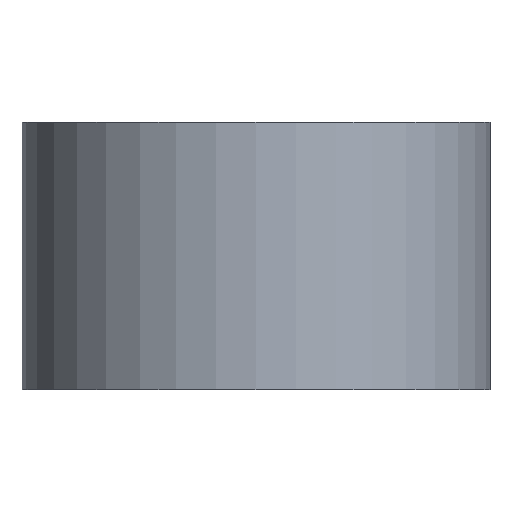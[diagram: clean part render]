
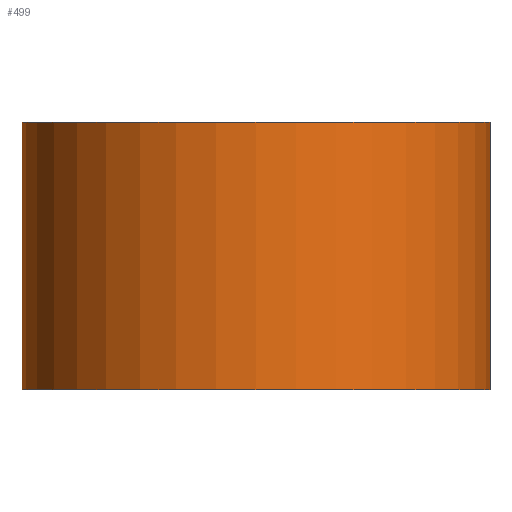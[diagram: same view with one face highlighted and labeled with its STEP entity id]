
A CAD part, left-side view. The second image highlights one B-rep face of the part: STEP entity #499.
In plain terms, the highlighted cylindrical face has radius 11.1 mm (diameter 22.2 mm), a partial arc.
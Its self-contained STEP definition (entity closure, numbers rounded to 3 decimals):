
#18=CYLINDRICAL_SURFACE($,#548,11.1);
#51=FACE_OUTER_BOUND($,#81,.T.);
#81=EDGE_LOOP($,(#377,#378,#379,#380));
#115=CIRCLE($,#527,11.1);
#128=CIRCLE($,#541,11.1);
#159=LINE($,#821,#193);
#161=LINE($,#837,#195);
#193=VECTOR($,#644,12.7);
#195=VECTOR($,#648,12.7);
#220=VERTEX_POINT($,#751);
#221=VERTEX_POINT($,#753);
#238=VERTEX_POINT($,#788);
#239=VERTEX_POINT($,#790);
#271=EDGE_CURVE($,#220,#221,#115,.T.);
#289=EDGE_CURVE($,#239,#238,#128,.T.);
#299=EDGE_CURVE($,#220,#239,#159,.T.);
#302=EDGE_CURVE($,#221,#238,#161,.T.);
#377=ORIENTED_EDGE($,*,*,#271,.F.);
#378=ORIENTED_EDGE($,*,*,#299,.T.);
#379=ORIENTED_EDGE($,*,*,#289,.T.);
#380=ORIENTED_EDGE($,*,*,#302,.F.);
#499=ADVANCED_FACE($,(#51),#18,.T.);
#527=AXIS2_PLACEMENT_3D($,#754,#594,#595);
#541=AXIS2_PLACEMENT_3D($,#791,#627,#628);
#548=AXIS2_PLACEMENT_3D($,#836,#646,#647);
#594=DIRECTION('center_axis',(0.,0.,1.));
#595=DIRECTION('ref_axis',(0.757,0.653,0.));
#627=DIRECTION('center_axis',(0.,0.,1.));
#628=DIRECTION('ref_axis',(0.757,0.653,0.));
#644=DIRECTION($,(0.,0.,-1.));
#646=DIRECTION('center_axis',(0.,0.,1.));
#647=DIRECTION('ref_axis',(1.,0.,0.));
#648=DIRECTION($,(0.,0.,-1.));
#751=CARTESIAN_POINT('',(8.405,7.25,0.));
#753=CARTESIAN_POINT('',(8.405,-7.25,0.));
#754=CARTESIAN_POINT('Origin',(0.,0.,0.));
#788=CARTESIAN_POINT('',(8.405,-7.25,-12.7));
#790=CARTESIAN_POINT('',(8.405,7.25,-12.7));
#791=CARTESIAN_POINT('Origin',(0.,0.,-12.7));
#821=CARTESIAN_POINT($,(8.405,7.25,0.));
#836=CARTESIAN_POINT('Origin',(0.,0.,0.));
#837=CARTESIAN_POINT($,(8.405,-7.25,0.));
